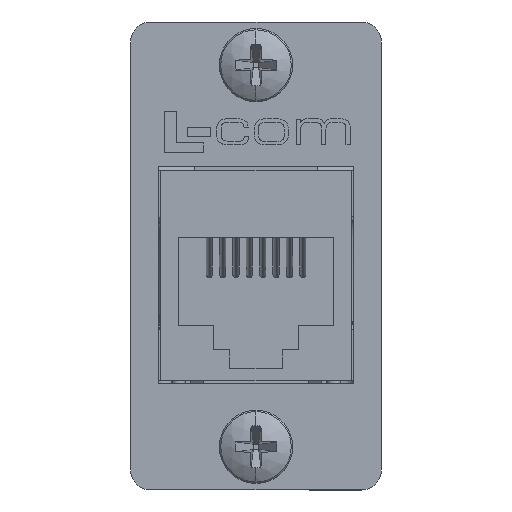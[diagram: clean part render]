
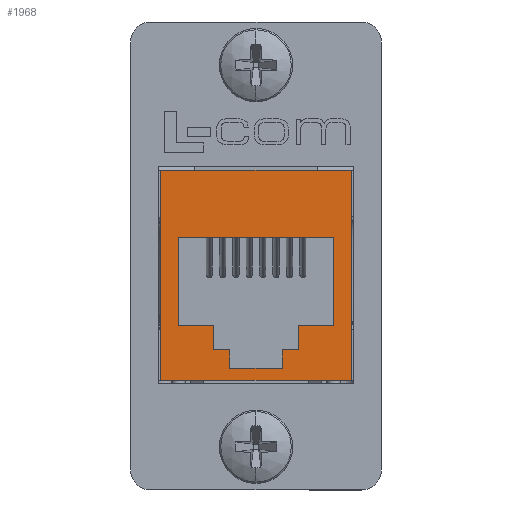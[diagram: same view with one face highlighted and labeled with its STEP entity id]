
A CAD part, top view. The second image highlights one B-rep face of the part: STEP entity #1968.
In plain terms, the highlighted face is planar.
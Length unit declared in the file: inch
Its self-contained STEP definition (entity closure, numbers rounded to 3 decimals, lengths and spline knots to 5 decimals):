
#1720 = VERTEX_POINT ( 'NONE', #13798 ) ;
#1754 = VERTEX_POINT ( 'NONE', #13697 ) ;
#1794 = VERTEX_POINT ( 'NONE', #13653 ) ;
#1808 = VERTEX_POINT ( 'NONE', #13662 ) ;
#1968 = ADVANCED_FACE ( 'NONE', ( #31226, #31232 ), #13637, .F. ) ;
#8308 = CARTESIAN_POINT ( 'NONE',  ( 0.078, -0.223, 0. ) ) ;
#8319 = CARTESIAN_POINT ( 'NONE',  ( 0.233, -0.151, 0. ) ) ;
#8320 = CARTESIAN_POINT ( 'NONE',  ( 0.126, -0.151, 0. ) ) ;
#8365 = CARTESIAN_POINT ( 'NONE',  ( -0.126, -0.223, 0. ) ) ;
#8368 = CARTESIAN_POINT ( 'NONE',  ( -0.233, 0.113, 0. ) ) ;
#8373 = CARTESIAN_POINT ( 'NONE',  ( -0.285, 0.314, 0. ) ) ;
#8397 = CARTESIAN_POINT ( 'NONE',  ( 0.233, 0.113, 0. ) ) ;
#8457 = CARTESIAN_POINT ( 'NONE',  ( -0.078, -0.223, 0. ) ) ;
#8467 = CARTESIAN_POINT ( 'NONE',  ( 0.126, -0.223, 0. ) ) ;
#10546 = AXIS2_PLACEMENT_3D ( 'NONE', #13644, #13622, #13619 ) ;
#13619 = DIRECTION ( 'NONE',  ( 1., 0., 0. ) ) ;
#13622 = DIRECTION ( 'NONE',  ( 0., 0., 1. ) ) ;
#13637 = PLANE ( 'NONE',  #10546 ) ;
#13644 = CARTESIAN_POINT ( 'NONE',  ( -0.285, -0.314, 0. ) ) ;
#13653 = CARTESIAN_POINT ( 'NONE',  ( -0.126, -0.151, 0. ) ) ;
#13662 = CARTESIAN_POINT ( 'NONE',  ( -0.285, -0.314, 0. ) ) ;
#13697 = CARTESIAN_POINT ( 'NONE',  ( 0.285, -0.314, 0. ) ) ;
#13798 = CARTESIAN_POINT ( 'NONE',  ( 0.285, 0.314, 0. ) ) ;
#15100 = LINE ( 'NONE', #20693, #15104 ) ;
#15103 = LINE ( 'NONE', #20695, #15106 ) ;
#15104 = VECTOR ( 'NONE', #20694, 39.37008 ) ;
#15106 = VECTOR ( 'NONE', #20696, 39.37008 ) ;
#15111 = LINE ( 'NONE', #20738, #15112 ) ;
#15112 = VECTOR ( 'NONE', #20699, 39.37008 ) ;
#15118 = LINE ( 'NONE', #16054, #15121 ) ;
#15121 = VECTOR ( 'NONE', #16056, 39.37008 ) ;
#15131 = LINE ( 'NONE', #16085, #15134 ) ;
#15133 = LINE ( 'NONE', #16089, #15136 ) ;
#15134 = VECTOR ( 'NONE', #16087, 39.37008 ) ;
#15136 = VECTOR ( 'NONE', #16091, 39.37008 ) ;
#16054 = CARTESIAN_POINT ( 'NONE',  ( 0.126, -0.151, 0. ) ) ;
#16056 = DIRECTION ( 'NONE',  ( 1., 0., 0. ) ) ;
#16085 = CARTESIAN_POINT ( 'NONE',  ( 0.285, 0.314, 0. ) ) ;
#16087 = DIRECTION ( 'NONE',  ( 0., 1., 0. ) ) ;
#16089 = CARTESIAN_POINT ( 'NONE',  ( 0.126, -0.223, 0. ) ) ;
#16091 = DIRECTION ( 'NONE',  ( 0., 1., 0. ) ) ;
#17638 = EDGE_CURVE ( 'NONE', #20766, #20901, #26148, .T. ) ;
#17639 = EDGE_CURVE ( 'NONE', #1794, #21028, #26159, .T. ) ;
#17652 = EDGE_CURVE ( 'NONE', #20901, #21226, #26191, .T. ) ;
#17654 = EDGE_CURVE ( 'NONE', #21028, #21188, #26203, .T. ) ;
#17655 = EDGE_CURVE ( 'NONE', #21188, #20849, #26211, .T. ) ;
#17657 = EDGE_CURVE ( 'NONE', #1808, #1754, #26218, .T. ) ;
#17661 = EDGE_CURVE ( 'NONE', #21090, #21030, #26207, .T. ) ;
#17664 = EDGE_CURVE ( 'NONE', #21037, #1808, #26241, .T. ) ;
#17683 = EDGE_CURVE ( 'NONE', #21030, #20864, #26295, .T. ) ;
#17697 = EDGE_CURVE ( 'NONE', #20864, #1794, #26332, .T. ) ;
#17701 = EDGE_CURVE ( 'NONE', #20849, #20766, #15100, .T. ) ;
#17702 = EDGE_CURVE ( 'NONE', #20938, #21090, #15103, .T. ) ;
#17706 = EDGE_CURVE ( 'NONE', #1720, #21037, #15111, .T. ) ;
#17713 = EDGE_CURVE ( 'NONE', #20940, #20938, #15118, .T. ) ;
#17720 = EDGE_CURVE ( 'NONE', #1754, #1720, #15131, .T. ) ;
#17721 = EDGE_CURVE ( 'NONE', #21226, #20940, #15133, .T. ) ;
#20508 = CARTESIAN_POINT ( 'NONE',  ( -0.126, -0.223, 0. ) ) ;
#20509 = CARTESIAN_POINT ( 'NONE',  ( 0.078, -0.279, 0. ) ) ;
#20514 = DIRECTION ( 'NONE',  ( 0., 1., 0. ) ) ;
#20516 = DIRECTION ( 'NONE',  ( 0., -1., 0. ) ) ;
#20539 = CARTESIAN_POINT ( 'NONE',  ( 0.233, 0.113, 0. ) ) ;
#20544 = DIRECTION ( 'NONE',  ( 1., 0., 0. ) ) ;
#20548 = CARTESIAN_POINT ( 'NONE',  ( -0.078, -0.223, 0. ) ) ;
#20549 = CARTESIAN_POINT ( 'NONE',  ( 0.078, -0.223, 0. ) ) ;
#20556 = DIRECTION ( 'NONE',  ( 1., 0., 0. ) ) ;
#20557 = CARTESIAN_POINT ( 'NONE',  ( -0.078, -0.279, 0. ) ) ;
#20558 = DIRECTION ( 'NONE',  ( 0., -1., 0. ) ) ;
#20561 = CARTESIAN_POINT ( 'NONE',  ( -0.285, -0.314, 0. ) ) ;
#20562 = DIRECTION ( 'NONE',  ( 1., 0., 0. ) ) ;
#20570 = DIRECTION ( 'NONE',  ( -1., 0., 0. ) ) ;
#20583 = CARTESIAN_POINT ( 'NONE',  ( -0.285, 0.314, 0. ) ) ;
#20584 = DIRECTION ( 'NONE',  ( 0., -1., 0. ) ) ;
#20637 = CARTESIAN_POINT ( 'NONE',  ( -0.233, -0.151, 0. ) ) ;
#20638 = DIRECTION ( 'NONE',  ( 0., -1., 0. ) ) ;
#20673 = CARTESIAN_POINT ( 'NONE',  ( -0.126, -0.151, 0. ) ) ;
#20685 = DIRECTION ( 'NONE',  ( 1., 0., 0. ) ) ;
#20693 = CARTESIAN_POINT ( 'NONE',  ( -0.078, -0.279, 0. ) ) ;
#20694 = DIRECTION ( 'NONE',  ( 1., 0., 0. ) ) ;
#20695 = CARTESIAN_POINT ( 'NONE',  ( 0.233, -0.151, 0. ) ) ;
#20696 = DIRECTION ( 'NONE',  ( 0., 1., 0. ) ) ;
#20699 = DIRECTION ( 'NONE',  ( -1., 0., 0. ) ) ;
#20738 = CARTESIAN_POINT ( 'NONE',  ( -0.285, 0.314, 0. ) ) ;
#20766 = VERTEX_POINT ( 'NONE', #22909 ) ;
#20849 = VERTEX_POINT ( 'NONE', #22954 ) ;
#20864 = VERTEX_POINT ( 'NONE', #22968 ) ;
#20901 = VERTEX_POINT ( 'NONE', #8308 ) ;
#20938 = VERTEX_POINT ( 'NONE', #8319 ) ;
#20940 = VERTEX_POINT ( 'NONE', #8320 ) ;
#21028 = VERTEX_POINT ( 'NONE', #8365 ) ;
#21030 = VERTEX_POINT ( 'NONE', #8368 ) ;
#21037 = VERTEX_POINT ( 'NONE', #8373 ) ;
#21090 = VERTEX_POINT ( 'NONE', #8397 ) ;
#21188 = VERTEX_POINT ( 'NONE', #8457 ) ;
#21226 = VERTEX_POINT ( 'NONE', #8467 ) ;
#22909 = CARTESIAN_POINT ( 'NONE',  ( 0.078, -0.279, 0. ) ) ;
#22954 = CARTESIAN_POINT ( 'NONE',  ( -0.078, -0.279, 0. ) ) ;
#22968 = CARTESIAN_POINT ( 'NONE',  ( -0.233, -0.151, 0. ) ) ;
#24564 = ORIENTED_EDGE ( 'NONE', *, *, #17683, .T. ) ;
#24565 = ORIENTED_EDGE ( 'NONE', *, *, #17661, .T. ) ;
#24567 = ORIENTED_EDGE ( 'NONE', *, *, #17702, .T. ) ;
#24569 = ORIENTED_EDGE ( 'NONE', *, *, #17713, .T. ) ;
#24571 = ORIENTED_EDGE ( 'NONE', *, *, #17721, .T. ) ;
#24573 = ORIENTED_EDGE ( 'NONE', *, *, #17652, .T. ) ;
#24575 = ORIENTED_EDGE ( 'NONE', *, *, #17638, .T. ) ;
#24577 = ORIENTED_EDGE ( 'NONE', *, *, #17701, .T. ) ;
#24579 = ORIENTED_EDGE ( 'NONE', *, *, #17655, .T. ) ;
#24581 = ORIENTED_EDGE ( 'NONE', *, *, #17654, .T. ) ;
#24582 = ORIENTED_EDGE ( 'NONE', *, *, #17639, .T. ) ;
#24584 = ORIENTED_EDGE ( 'NONE', *, *, #17697, .T. ) ;
#24587 = ORIENTED_EDGE ( 'NONE', *, *, #17657, .F. ) ;
#24589 = ORIENTED_EDGE ( 'NONE', *, *, #17720, .F. ) ;
#24590 = ORIENTED_EDGE ( 'NONE', *, *, #17706, .F. ) ;
#24592 = ORIENTED_EDGE ( 'NONE', *, *, #17664, .F. ) ;
#26148 = LINE ( 'NONE', #20509, #26164 ) ;
#26159 = LINE ( 'NONE', #20508, #26168 ) ;
#26164 = VECTOR ( 'NONE', #20514, 39.37008 ) ;
#26168 = VECTOR ( 'NONE', #20516, 39.37008 ) ;
#26191 = LINE ( 'NONE', #20549, #26206 ) ;
#26203 = LINE ( 'NONE', #20548, #26213 ) ;
#26206 = VECTOR ( 'NONE', #20544, 39.37008 ) ;
#26207 = LINE ( 'NONE', #20539, #26236 ) ;
#26211 = LINE ( 'NONE', #20557, #26216 ) ;
#26213 = VECTOR ( 'NONE', #20556, 39.37008 ) ;
#26216 = VECTOR ( 'NONE', #20558, 39.37008 ) ;
#26218 = LINE ( 'NONE', #20561, #26223 ) ;
#26223 = VECTOR ( 'NONE', #20562, 39.37008 ) ;
#26236 = VECTOR ( 'NONE', #20570, 39.37008 ) ;
#26241 = LINE ( 'NONE', #20583, #26245 ) ;
#26245 = VECTOR ( 'NONE', #20584, 39.37008 ) ;
#26295 = LINE ( 'NONE', #20637, #26299 ) ;
#26299 = VECTOR ( 'NONE', #20638, 39.37008 ) ;
#26332 = LINE ( 'NONE', #20673, #26334 ) ;
#26334 = VECTOR ( 'NONE', #20685, 39.37008 ) ;
#31226 = FACE_OUTER_BOUND ( 'NONE', #32536, .T. ) ;
#31232 = FACE_BOUND ( 'NONE', #32835, .T. ) ;
#32536 = EDGE_LOOP ( 'NONE', ( #24592, #24590, #24589, #24587 ) ) ;
#32835 = EDGE_LOOP ( 'NONE', ( #24584, #24582, #24581, #24579, #24577, #24575, #24573, #24571, #24569, #24567, #24565, #24564 ) ) ;
